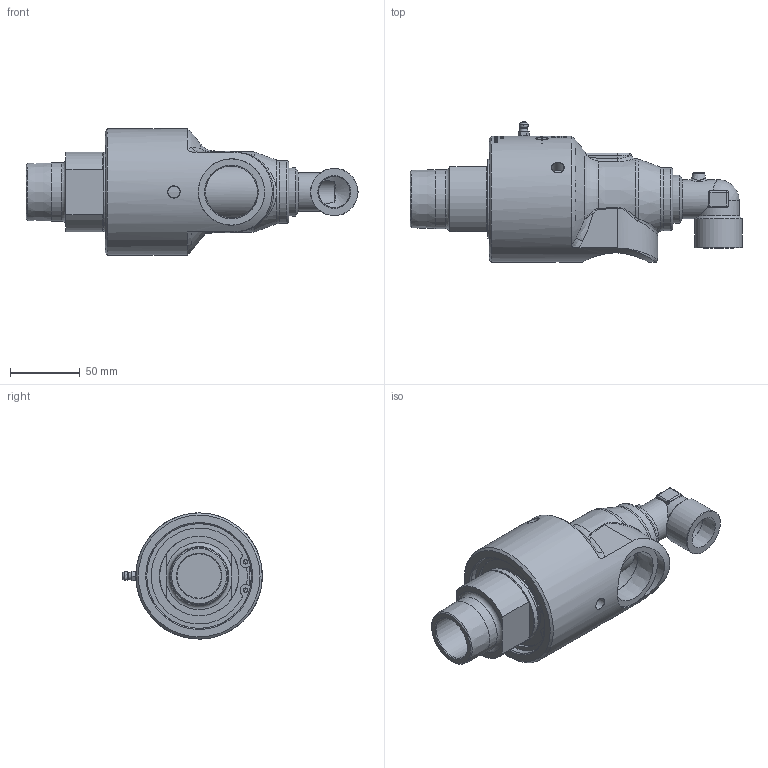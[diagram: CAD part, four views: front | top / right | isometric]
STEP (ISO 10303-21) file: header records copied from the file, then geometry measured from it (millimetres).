
FILE_DESCRIPTION(/* description */ ('Interface Control Model'),/* implementation_level */ '2;1');
FILE_NAME(/* name */ '527-050-001007-IC.stp',/* time_stamp */ '2022-04-20T08:03:27-05:00',/* author */ ('msvetlecich'),/* organization */ (''),/* preprocessor_version */ 'ST-DEVELOPER v18.1',/* originating_system */ 'Autodesk Inventor 2022',/* authorisation */ '');
FILE_SCHEMA (('AUTOMOTIVE_DESIGN { 1 0 10303 214 3 1 1 }'));
Products named in the file (1): 527-050-001007-IC
Bounding box: 238 x 100.74 x 90.5 mm (x, y, z)
Volume: 614839.2 mm3; surface area: 90836.7 mm2
Topology: 1 solids, 7 shells, 1652 faces, 4401 edges, 2916 vertices
Faces by surface type: bspline 772, plane 617, cylinder 204, cone 33, torus 15, sphere 11
Full cylindrical faces by diameter (mm): 3 x4, 3.12 x2, 6.34 x1, 8.6 x3, 17.475 x1, 21.7 x1, 22.631 x1, 28 x1, 31.8 x1, 34 x1, 37.313 x1, 39.75 x1, 42.16 x1, 44.4 x1, 47.6 x1, 50.05 x1, 53.5 x1, 56.742 x1, 57 x1, 69 x1, 75.08 x1, 90.5 x1
Entity records: 68645 total; most frequent: CARTESIAN_POINT 31659, ORIENTED_EDGE 8788, DIRECTION 5459, EDGE_CURVE 4394, VERTEX_POINT 2916, LINE 1835, VECTOR 1835, EDGE_LOOP 1822
